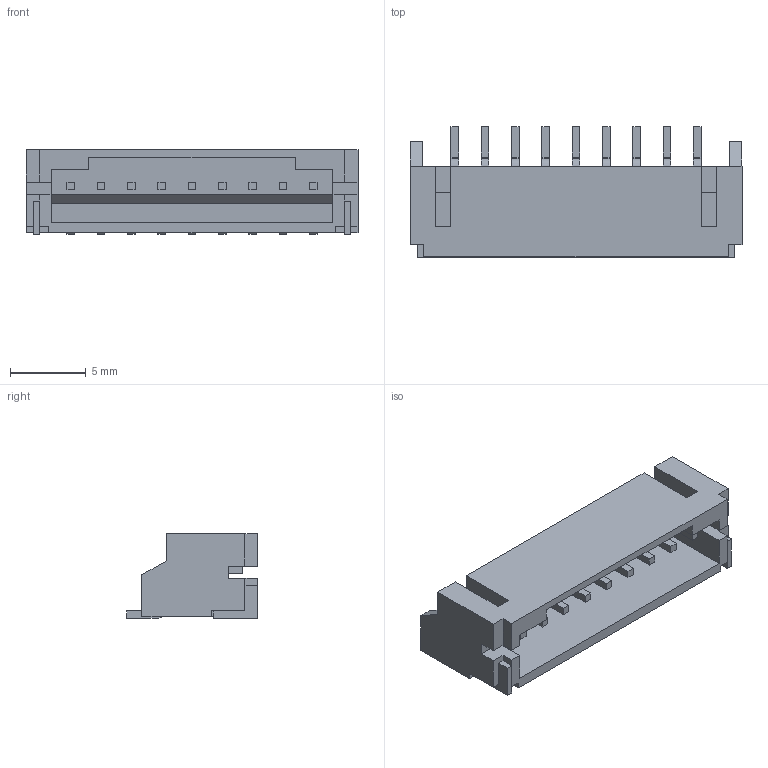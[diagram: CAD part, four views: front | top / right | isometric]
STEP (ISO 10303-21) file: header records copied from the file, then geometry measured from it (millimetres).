
FILE_DESCRIPTION(/* description */ (''),/* implementation_level */ '2;1');
FILE_NAME(/* name */ 'JST S9B-PH-SM4-TB.step',/* time_stamp */ '2020-01-15T03:00:08+00:00',/* author */ (''),/* organization */ (''),/* preprocessor_version */ 'ST-DEVELOPER v18',/* originating_system */ 'Autodesk Translation Framework v8.12.0.6',/* authorisation */ '');
FILE_SCHEMA (('AP203_CONFIGURATION_CONTROLLED_3D_DESIGN_OF_MECHANICAL_PARTS_AND_ASSEMBLIES_MIM_LF { 1 0 10303 203 3 1 4 }','AUTOMOTIVE_DESIGN { 1 0 10303 214 3 1 1 }'));
Length unit declared in the file: millimetre
Products named in the file (1): JST S9B-PH-SM4-TB
Bounding box: 21.9 x 8.61 x 5.6 mm (x, y, z)
Volume: 387.1 mm3; surface area: 960.2 mm2
Topology: 1 solids, 1 shells, 188 faces, 512 edges, 340 vertices
Faces by surface type: plane 161, cylinder 27
Entity records: 5963 total; most frequent: CARTESIAN_POINT 1041, ORIENTED_EDGE 1024, DIRECTION 944, EDGE_CURVE 512, LINE 458, VECTOR 458, VERTEX_POINT 340, AXIS2_PLACEMENT_3D 243
